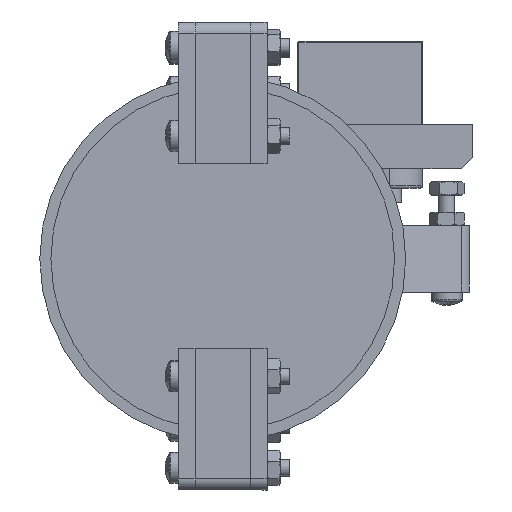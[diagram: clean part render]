
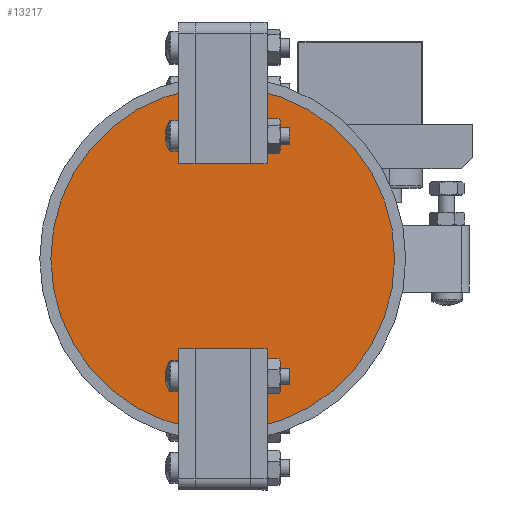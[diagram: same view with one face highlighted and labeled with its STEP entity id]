
A CAD part, front view. The second image highlights one B-rep face of the part: STEP entity #13217.
In plain terms, the highlighted planar face has unit normal (0, -1, 0).
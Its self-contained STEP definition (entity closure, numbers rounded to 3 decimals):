
#3509 = DIRECTION ( 'NONE',  ( 1., 0., 0. ) ) ;
#3580 = PLANE ( 'NONE',  #8104 ) ;
#5324 = DIRECTION ( 'NONE',  ( 0., 1., 0. ) ) ;
#5616 = DIRECTION ( 'NONE',  ( 1., 0., 0. ) ) ;
#6250 = EDGE_CURVE ( 'NONE', #16495, #7673, #14494, .T. ) ;
#6499 = CARTESIAN_POINT ( 'NONE',  ( 0., 3., 0. ) ) ;
#7134 = ORIENTED_EDGE ( 'NONE', *, *, #6250, .T. ) ;
#7673 = VERTEX_POINT ( 'NONE', #8843 ) ;
#7854 = AXIS2_PLACEMENT_3D ( 'NONE', #6499, #11768, #3509 ) ;
#8104 = AXIS2_PLACEMENT_3D ( 'NONE', #17780, #5324, #13207 ) ;
#8226 = CARTESIAN_POINT ( 'NONE',  ( 0., 3., 0. ) ) ;
#8441 = AXIS2_PLACEMENT_3D ( 'NONE', #8226, #10561, #5616 ) ;
#8843 = CARTESIAN_POINT ( 'NONE',  ( -31., 3., 0. ) ) ;
#9063 = CARTESIAN_POINT ( 'NONE',  ( 31., 3., 0. ) ) ;
#10561 = DIRECTION ( 'NONE',  ( 0., -1., 0. ) ) ;
#10615 = EDGE_LOOP ( 'NONE', ( #7134, #12408 ) ) ;
#11768 = DIRECTION ( 'NONE',  ( 0., -1., 0. ) ) ;
#12408 = ORIENTED_EDGE ( 'NONE', *, *, #15571, .T. ) ;
#13207 = DIRECTION ( 'NONE',  ( -1., 0., 0. ) ) ;
#13217 = ADVANCED_FACE ( 'NONE', ( #18457 ), #3580, .F. ) ;
#13411 = CIRCLE ( 'NONE', #7854, 31. ) ;
#14494 = CIRCLE ( 'NONE', #8441, 31. ) ;
#15571 = EDGE_CURVE ( 'NONE', #7673, #16495, #13411, .T. ) ;
#16495 = VERTEX_POINT ( 'NONE', #9063 ) ;
#17780 = CARTESIAN_POINT ( 'NONE',  ( 31., 3., 0. ) ) ;
#18457 = FACE_OUTER_BOUND ( 'NONE', #10615, .T. ) ;
